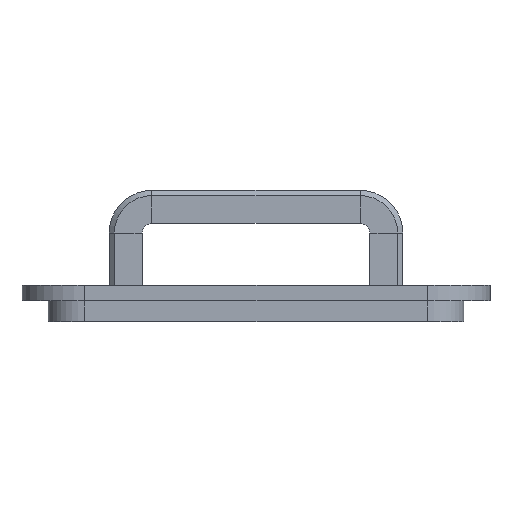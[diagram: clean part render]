
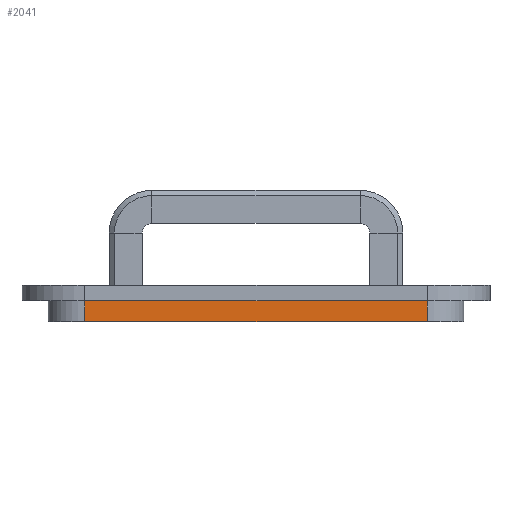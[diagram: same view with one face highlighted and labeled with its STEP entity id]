
A CAD part, front view. The second image highlights one B-rep face of the part: STEP entity #2041.
In plain terms, the highlighted planar face has unit normal (0, -1, 0).
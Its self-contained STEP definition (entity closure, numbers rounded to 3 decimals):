
#12 = EDGE_CURVE ( 'NONE', #163, #420, #2483, .T. ) ;
#56 = EDGE_CURVE ( 'NONE', #2446, #163, #1745, .T. ) ;
#62 = ORIENTED_EDGE ( 'NONE', *, *, #56, .T. ) ;
#64 = CARTESIAN_POINT ( 'NONE',  ( -58.226, -90.333, 4. ) ) ;
#106 = DIRECTION ( 'NONE',  ( 0., 0., 1. ) ) ;
#110 = DIRECTION ( 'NONE',  ( 0., 1., 0. ) ) ;
#116 = PLANE ( 'NONE',  #673 ) ;
#132 = EDGE_CURVE ( 'NONE', #420, #2061, #1879, .T. ) ;
#163 = VERTEX_POINT ( 'NONE', #465 ) ;
#206 = EDGE_LOOP ( 'NONE', ( #1696, #2642, #2372, #62 ) ) ;
#371 = CARTESIAN_POINT ( 'NONE',  ( -131.026, -90.333, 4. ) ) ;
#390 = CARTESIAN_POINT ( 'NONE',  ( -58.226, -90.333, 0. ) ) ;
#420 = VERTEX_POINT ( 'NONE', #390 ) ;
#462 = DIRECTION ( 'NONE',  ( 1., 0., 0. ) ) ;
#465 = CARTESIAN_POINT ( 'NONE',  ( -124.026, -90.333, 0. ) ) ;
#673 = AXIS2_PLACEMENT_3D ( 'NONE', #371, #110, #106 ) ;
#701 = CARTESIAN_POINT ( 'NONE',  ( -124.026, -90.333, 4. ) ) ;
#802 = DIRECTION ( 'NONE',  ( 0., 0., 1. ) ) ;
#863 = DIRECTION ( 'NONE',  ( 0., 0., -1. ) ) ;
#1099 = VECTOR ( 'NONE', #1268, 1000. ) ;
#1268 = DIRECTION ( 'NONE',  ( 1., 0., 0. ) ) ;
#1502 = CARTESIAN_POINT ( 'NONE',  ( -131.026, -90.333, 4. ) ) ;
#1672 = CARTESIAN_POINT ( 'NONE',  ( -124.026, -90.333, 4. ) ) ;
#1696 = ORIENTED_EDGE ( 'NONE', *, *, #12, .T. ) ;
#1745 = LINE ( 'NONE', #1672, #2548 ) ;
#1799 = VECTOR ( 'NONE', #462, 1000. ) ;
#1879 = LINE ( 'NONE', #2675, #2494 ) ;
#2041 = ADVANCED_FACE ( 'NONE', ( #2686 ), #116, .F. ) ;
#2061 = VERTEX_POINT ( 'NONE', #64 ) ;
#2372 = ORIENTED_EDGE ( 'NONE', *, *, #2392, .F. ) ;
#2392 = EDGE_CURVE ( 'NONE', #2446, #2061, #2613, .T. ) ;
#2446 = VERTEX_POINT ( 'NONE', #701 ) ;
#2483 = LINE ( 'NONE', #2570, #1799 ) ;
#2494 = VECTOR ( 'NONE', #802, 1000. ) ;
#2548 = VECTOR ( 'NONE', #863, 1000. ) ;
#2570 = CARTESIAN_POINT ( 'NONE',  ( -131.026, -90.333, 0. ) ) ;
#2613 = LINE ( 'NONE', #1502, #1099 ) ;
#2642 = ORIENTED_EDGE ( 'NONE', *, *, #132, .T. ) ;
#2675 = CARTESIAN_POINT ( 'NONE',  ( -58.226, -90.333, 4. ) ) ;
#2686 = FACE_OUTER_BOUND ( 'NONE', #206, .T. ) ;
